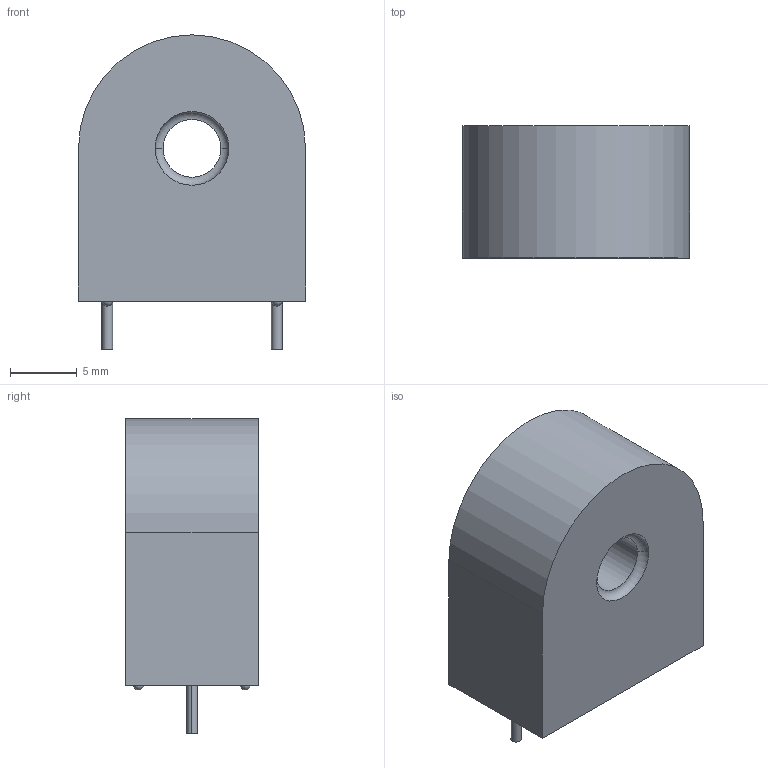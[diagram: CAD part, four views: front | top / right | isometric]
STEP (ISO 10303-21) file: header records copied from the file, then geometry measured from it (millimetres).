
FILE_DESCRIPTION((''),'2;1');
FILE_NAME('XFMR_PULSE_PE-51688.stp','2012-07-04T09:22:19',(''),(''),'Mechanical Desktop 2011','Mechanical Desktop 2011',', , ');
FILE_SCHEMA(('AUTOMOTIVE_DESIGN { 1 2 10303 214 1 1 1 1 }'));
Length unit declared in the file: millimetre
Products named in the file (1): Product
Bounding box: 17.01 x 9.91 x 23.54 mm (x, y, z)
Volume: 2902.7 mm3; surface area: 1398.3 mm2
Topology: 3 solids, 3 shells, 24 faces, 44 edges, 30 vertices
Faces by surface type: plane 9, cylinder 7, torus 4, sphere 4
Entity records: 666 total; most frequent: DIRECTION 122, CARTESIAN_POINT 99, ORIENTED_EDGE 88, AXIS2_PLACEMENT_3D 53, EDGE_CURVE 44, VERTEX_POINT 30, EDGE_LOOP 30, CIRCLE 28
